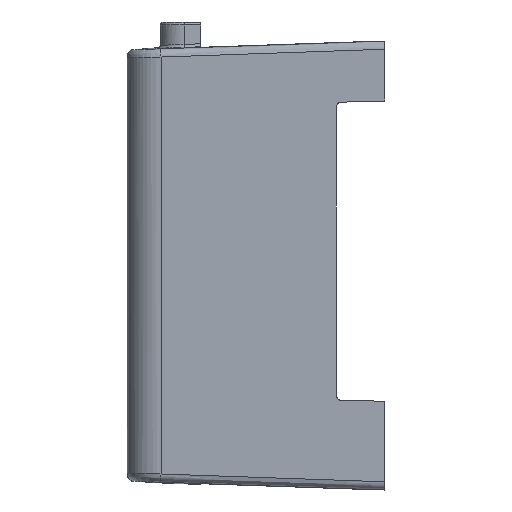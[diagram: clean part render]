
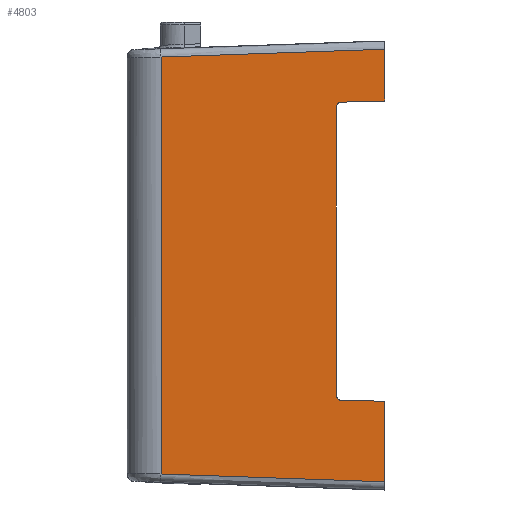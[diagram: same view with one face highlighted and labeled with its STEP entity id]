
A CAD part, left-side view. The second image highlights one B-rep face of the part: STEP entity #4803.
In plain terms, the highlighted planar face has unit normal (-0.999, 0.035, 0).
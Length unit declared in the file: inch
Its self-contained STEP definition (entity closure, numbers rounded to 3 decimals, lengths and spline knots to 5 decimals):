
#41=ELLIPSE('',#5134,0.01497,0.01496);
#44=ELLIPSE('',#5138,0.01497,0.01496);
#235=PLANE('',#5269);
#613=FACE_OUTER_BOUND('',#874,.T.);
#874=EDGE_LOOP('',(#4433,#4434,#4435,#4436,#4437,#4438,#4439,#4440,#4441,
#4442));
#1264=LINE('',#8968,#1681);
#1266=LINE('',#8973,#1683);
#1267=LINE('',#8977,#1684);
#1271=LINE('',#8997,#1688);
#1272=LINE('',#9001,#1689);
#1275=LINE('',#9046,#1692);
#1301=LINE('',#9697,#1718);
#1304=LINE('',#9744,#1721);
#1681=VECTOR('',#6365,0.96604);
#1683=VECTOR('',#6369,0.14754);
#1684=VECTOR('',#6374,0.17308);
#1688=VECTOR('',#6380,0.26908);
#1689=VECTOR('',#6387,0.14754);
#1692=VECTOR('',#6402,0.7494);
#1718=VECTOR('',#6546,0.7494);
#1721=VECTOR('',#6561,1.39381);
#2250=VERTEX_POINT('',#8290);
#2251=VERTEX_POINT('',#8291);
#2256=VERTEX_POINT('',#8302);
#2257=VERTEX_POINT('',#8304);
#2325=VERTEX_POINT('',#8971);
#2326=VERTEX_POINT('',#8976);
#2330=VERTEX_POINT('',#8994);
#2331=VERTEX_POINT('',#8996);
#2336=VERTEX_POINT('',#9043);
#2375=VERTEX_POINT('',#9691);
#2868=EDGE_CURVE('',#2250,#2251,#41,.T.);
#2874=EDGE_CURVE('',#2257,#2256,#44,.T.);
#2983=EDGE_CURVE('',#2256,#2250,#1264,.T.);
#2985=EDGE_CURVE('',#2251,#2325,#1266,.T.);
#2987=EDGE_CURVE('',#2325,#2326,#1267,.T.);
#2992=EDGE_CURVE('',#2331,#2330,#1271,.T.);
#2995=EDGE_CURVE('',#2330,#2257,#1272,.T.);
#3003=EDGE_CURVE('',#2326,#2336,#1275,.T.);
#3079=EDGE_CURVE('',#2375,#2331,#1301,.T.);
#3087=EDGE_CURVE('',#2375,#2336,#1304,.T.);
#4433=ORIENTED_EDGE('',*,*,#2992,.T.);
#4434=ORIENTED_EDGE('',*,*,#2995,.T.);
#4435=ORIENTED_EDGE('',*,*,#2874,.T.);
#4436=ORIENTED_EDGE('',*,*,#2983,.T.);
#4437=ORIENTED_EDGE('',*,*,#2868,.T.);
#4438=ORIENTED_EDGE('',*,*,#2985,.T.);
#4439=ORIENTED_EDGE('',*,*,#2987,.T.);
#4440=ORIENTED_EDGE('',*,*,#3003,.T.);
#4441=ORIENTED_EDGE('',*,*,#3087,.F.);
#4442=ORIENTED_EDGE('',*,*,#3079,.T.);
#4803=ADVANCED_FACE('',(#613),#235,.T.);
#5134=AXIS2_PLACEMENT_3D('',#8292,#6177,#6178);
#5138=AXIS2_PLACEMENT_3D('',#8305,#6188,#6189);
#5269=AXIS2_PLACEMENT_3D('',#9743,#6559,#6560);
#6177=DIRECTION('center_axis',(0.999,-0.035,0.));
#6178=DIRECTION('ref_axis',(0.035,0.999,0.));
#6188=DIRECTION('center_axis',(0.999,-0.035,0.));
#6189=DIRECTION('ref_axis',(0.035,0.999,0.));
#6365=DIRECTION('',(0.,0.,1.));
#6369=DIRECTION('',(-0.035,-0.999,0.026));
#6374=DIRECTION('',(0.,0.,1.));
#6380=DIRECTION('',(0.,0.,1.));
#6387=DIRECTION('',(0.035,0.999,0.026));
#6402=DIRECTION('',(0.035,0.999,-0.035));
#6546=DIRECTION('',(-0.035,-0.999,-0.035));
#6559=DIRECTION('center_axis',(-0.999,0.035,0.));
#6560=DIRECTION('ref_axis',(0.,0.,1.));
#6561=DIRECTION('',(0.,0.,1.));
#8290=CARTESIAN_POINT('',(-1.72704,0.16817,0.53102));
#8291=CARTESIAN_POINT('',(-1.72754,0.1536,0.54597));
#8292=CARTESIAN_POINT('Origin',(-1.72756,0.15321,0.53102));
#8302=CARTESIAN_POINT('',(-1.72704,0.16817,-0.43502));
#8304=CARTESIAN_POINT('',(-1.72754,0.1536,-0.44997));
#8305=CARTESIAN_POINT('Origin',(-1.72756,0.15321,-0.43502));
#8968=CARTESIAN_POINT('',(-1.72704,0.16817,-0.43502));
#8971=CARTESIAN_POINT('',(-1.73269,0.0062,0.54983));
#8973=CARTESIAN_POINT('',(-1.72754,0.1536,0.54597));
#8976=CARTESIAN_POINT('',(-1.73269,0.0062,0.72292));
#8977=CARTESIAN_POINT('',(-1.73269,0.0062,0.54983));
#8994=CARTESIAN_POINT('',(-1.73269,0.0062,-0.45383));
#8996=CARTESIAN_POINT('',(-1.73269,0.0062,-0.72292));
#8997=CARTESIAN_POINT('',(-1.73269,0.0062,-0.72292));
#9001=CARTESIAN_POINT('',(-1.73269,0.0062,-0.45383));
#9043=CARTESIAN_POINT('',(-1.70655,0.75469,0.69691));
#9046=CARTESIAN_POINT('',(-1.73269,0.0062,0.72292));
#9691=CARTESIAN_POINT('',(-1.70655,0.75469,-0.69691));
#9697=CARTESIAN_POINT('',(-1.70655,0.75469,-0.69691));
#9743=CARTESIAN_POINT('Origin',(-1.73269,0.0062,-0.45383));
#9744=CARTESIAN_POINT('',(-1.70655,0.75469,-0.69691));
